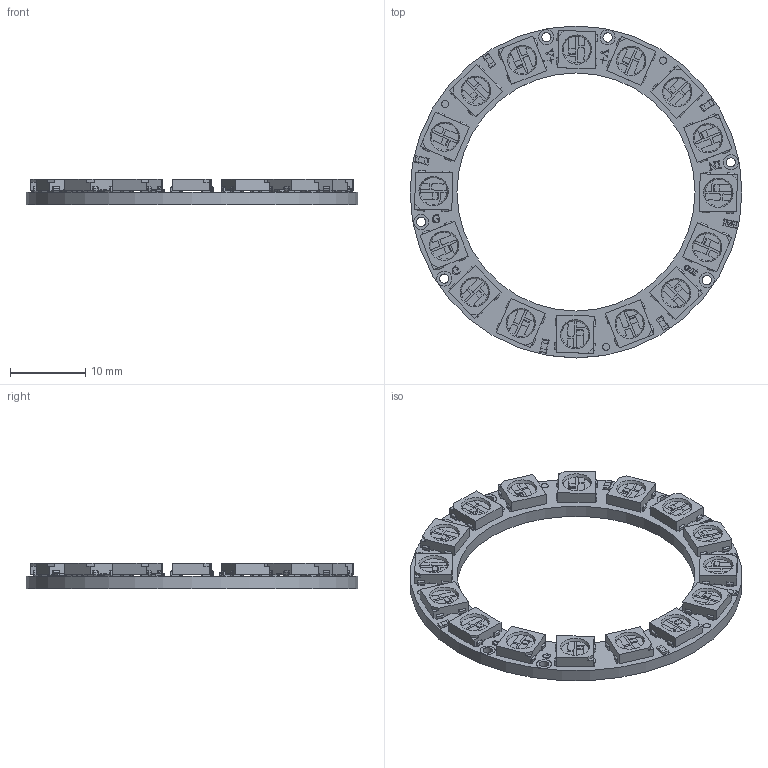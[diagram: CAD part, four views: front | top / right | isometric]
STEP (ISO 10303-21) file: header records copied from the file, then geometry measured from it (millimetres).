
FILE_DESCRIPTION(/* description */ (''),/* implementation_level */ '2;1');
FILE_NAME(/* name */ 'NeoPixel16x.stp',/* time_stamp */ '2015-06-28T14:53:37+02:00',/* author */ ('Master of Hardcore'),/* organization */ (''),/* preprocessor_version */ 'ST-DEVELOPER v15.6',/* originating_system */ 'Autodesk Inventor 2015',/* authorisation */ '');
FILE_SCHEMA (('AUTOMOTIVE_DESIGN { 1 0 10303 214 3 1 1 }'));
Length unit declared in the file: millimetre
Products named in the file (5): LED-Halter_Ring; WS2812_RGB_LED; RES0603_471; CAP0603; Baugruppe1
Bounding box: 44.2 x 44.2 x 3.36 mm (x, y, z)
Volume: 1746.8 mm3; surface area: 3348.4 mm2
Topology: 21 solids, 231 shells, 2984 faces, 8804 edges, 6266 vertices
Faces by surface type: plane 1672, bspline 925, cylinder 331, sphere 40, cone 16
Full cylindrical faces by diameter (mm): 0.95 x3, 1.146 x16, 1.23 x6, 2 x12, 31.7 x1, 44.2 x1
Entity records: 67970 total; most frequent: CARTESIAN_POINT 21884, ORIENTED_EDGE 10642, DIRECTION 5888, EDGE_CURVE 5401, VERTEX_POINT 3675, LINE 3444, VECTOR 3444, EDGE_LOOP 2126
